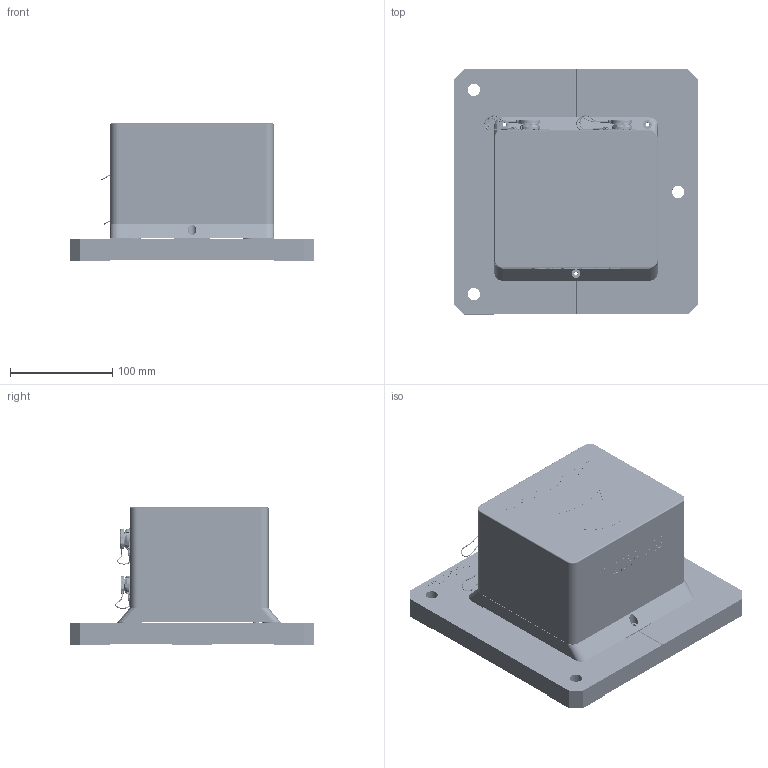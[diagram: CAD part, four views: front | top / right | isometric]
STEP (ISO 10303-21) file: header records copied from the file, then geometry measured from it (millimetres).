
FILE_DESCRIPTION (( 'STEP AP203' ), '1' );
FILE_NAME ('sw2pvdr0.step', '2018-07-29T09:55:42', ( 'RenameME' ), ( 'IXBLUE' ), 'SwSTEP 2.0', 'SolidWorks 2016', '' );
FILE_SCHEMA (( 'CONFIG_CONTROL_DESIGN' ));
Length unit declared in the file: millimetre
Products named in the file (34): SW3DPS-104 Assembled Lanyard Soft Cap Receptacle d=16-DEFAULT_P300_930; SW3DPS-104 Assembled Lanyard Soft Cap Receptacle d=16-DEFAULT_203011; MBO00161-A; MBO00353-A_capot peint; SW3DPS-104 Assembled Lanyard Soft Cap Receptacle d=16-DEFAULT_P300_301; Inserts PEM FHS_FHS-M3-8; SW3DPS-FISCHER DECORATIVE M16X1-DEFAULT; SW3DPS-FISCHER DECORATIVE M14X1-DEFAULT; MBO00353_soudure_INS50_PI_014_Capot IMO; SW3DPS-103 Assembled Lanyard Soft Cap Receptacle-DEFAULT_108429OLD; SW3DPS-103 Assembled Lanyard Soft Cap Receptacle-DEFAULT_106367_12; SW3DPS-104 Assembled Lanyard Soft Cap Receptacle d=16-DEFAULT_106473_12; DBPE_DBPU_103_A053-130; MDI00034-B; sw2pvdr0; SW3DPS-104 Assembled Lanyard Soft Cap Receptacle d=16-DEFAULT_108438_OLD; SW3DPS-103 Assembled Lanyard Soft Cap Receptacle-DEFAULT_P300_772; SW3DPS-103 Assembled Lanyard Soft Cap Receptacle-DEFAULT_P300_930; Vis CZX_VIS CZX M3X12-S_QVI00085; P-104_2761; SW3DPS-103 Assembled Lanyard Soft Cap Receptacle-DEFAULT_P300_922_; SW3DPS-104 Assembled Lanyard Soft Cap Receptacle d=16-DEFAULT_P300_922_; SW3DPS-103 Assembled Lanyard Soft Cap Receptacle-DEFAULT_P300_301; SW3DPS-104 Assembled Lanyard Soft Cap Receptacle d=16-DEFAULT_SURFACE; MDI04077-A; SW3DPS-103 Assembled Lanyard Soft Cap Receptacle-DEFAULT_SURFACE; DBPE_DBPU_104_A086-130; QUADRANS; SW3DPS-104 Assembled Lanyard Soft Cap Receptacle d=16-DEFAULT_P300_772; SW3DPS-103 Assembled Lanyard Soft Cap Receptacle-DEFAULT_205312; MDI04076-A; P-103_2394; DBPE_DBPU-103-Z052-130; DBPE_DBPU_104_A092-130
Assembly tree (46 placements, depth 5):
  sw2pvdr0
    MDI04076-A
    MDI00034-B  x2
    MDI04077-A  x3
    QUADRANS
      MBO00161-A
      MBO00353-A_capot peint
        MBO00353_soudure_INS50_PI_014_Capot IMO
        Inserts PEM FHS_FHS-M3-8  x4
      Vis CZX_VIS CZX M3X12-S_QVI00085  x4
      DBPE_DBPU_103_A053-130
      DBPE_DBPU_104_A086-130
      DBPE_DBPU-103-Z052-130
      SW3DPS-FISCHER DECORATIVE M14X1-DEFAULT  x2
      P-103_2394  x2
        SW3DPS-103 Assembled Lanyard Soft Cap Receptacle-DEFAULT_108429OLD
          SW3DPS-103 Assembled Lanyard Soft Cap Receptacle-DEFAULT_106367_12
          SW3DPS-103 Assembled Lanyard Soft Cap Receptacle-DEFAULT_P300_301
          SW3DPS-103 Assembled Lanyard Soft Cap Receptacle-DEFAULT_P300_772
        SW3DPS-103 Assembled Lanyard Soft Cap Receptacle-DEFAULT_205312
        SW3DPS-103 Assembled Lanyard Soft Cap Receptacle-DEFAULT_P300_922_
        SW3DPS-103 Assembled Lanyard Soft Cap Receptacle-DEFAULT_P300_930
        SW3DPS-103 Assembled Lanyard Soft Cap Receptacle-DEFAULT_SURFACE
      P-104_2761  x2
        SW3DPS-104 Assembled Lanyard Soft Cap Receptacle d=16-DEFAULT_108438_OLD
          SW3DPS-104 Assembled Lanyard Soft Cap Receptacle d=16-DEFAULT_106473_12
          SW3DPS-104 Assembled Lanyard Soft Cap Receptacle d=16-DEFAULT_P300_301
          SW3DPS-104 Assembled Lanyard Soft Cap Receptacle d=16-DEFAULT_P300_772
        SW3DPS-104 Assembled Lanyard Soft Cap Receptacle d=16-DEFAULT_203011
        SW3DPS-104 Assembled Lanyard Soft Cap Receptacle d=16-DEFAULT_P300_922_
        SW3DPS-104 Assembled Lanyard Soft Cap Receptacle d=16-DEFAULT_P300_930
        SW3DPS-104 Assembled Lanyard Soft Cap Receptacle d=16-DEFAULT_SURFACE
      DBPE_DBPU_104_A092-130
      SW3DPS-FISCHER DECORATIVE M16X1-DEFAULT  x2
Bounding box: 240 x 240 x 134.7 mm (x, y, z)
Volume: 1612374.8 mm3; surface area: 410912.3 mm2
Topology: 59 solids, 73 shells, 6450 faces, 17547 edges, 11508 vertices
Faces by surface type: plane 2481, cylinder 1995, bspline 1211, cone 629, torus 134
Entity records: 241644 total; most frequent: CARTESIAN_POINT 113371, ORIENTED_EDGE 28978, DIRECTION 21177, EDGE_CURVE 14493, VERTEX_POINT 9629, AXIS2_PLACEMENT_3D 7414, LINE 6349, VECTOR 6349
